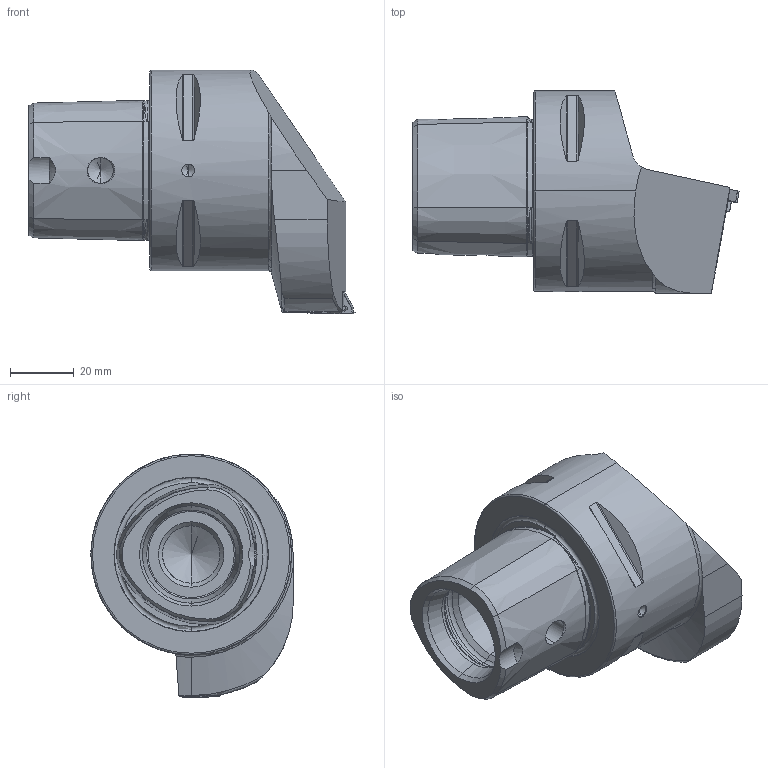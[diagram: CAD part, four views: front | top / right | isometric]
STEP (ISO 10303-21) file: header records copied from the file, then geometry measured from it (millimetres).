
FILE_DESCRIPTION (( 'STEP AP203' ), '1' );
FILE_NAME ('PS6-KGB.RGR.065.STEP', '2017-01-11T10:58:07', ( 'SWIAdmin' ), ( 'Hewlett-Packard Company' ), 'SwSTEP 2.0', 'SolidWorks 2015', '' );
FILE_SCHEMA (( 'CONFIG_CONTROL_DESIGN' ));
Length unit declared in the file: millimetre
Products named in the file (7): PS6-KGB.RGR.065_A_Fertigbearbeitung; WGB-ER2.102.003_A; WGB-ER3.001.007_A; LT16ER; WGB-ER2.001.012_A; KVT_MB_600_060; PS6-KGB.RGR.065
Assembly tree (6 placements, depth 2):
  PS6-KGB.RGR.065
    PS6-KGB.RGR.065_A_Fertigbearbeitung
    WGB-ER2.102.003_A
    WGB-ER3.001.007_A
    LT16ER
    WGB-ER2.001.012_A
    KVT_MB_600_060
Bounding box: 102.41 x 63.5 x 76.5 mm (x, y, z)
Volume: 163799.5 mm3; surface area: 28685.1 mm2
Topology: 7 solids, 7 shells, 324 faces, 788 edges, 477 vertices
Faces by surface type: cylinder 100, cone 96, plane 89, torus 36, sphere 2, bspline 1
Entity records: 10873 total; most frequent: CARTESIAN_POINT 2691, DIRECTION 1601, ORIENTED_EDGE 1542, EDGE_CURVE 771, AXIS2_PLACEMENT_3D 632, VERTEX_POINT 474, EDGE_LOOP 347, VECTOR 337
